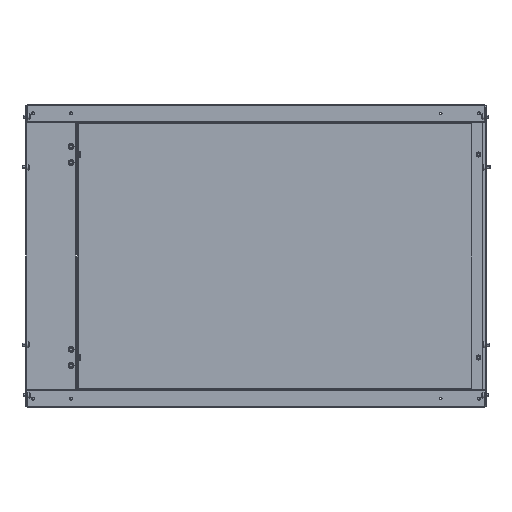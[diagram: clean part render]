
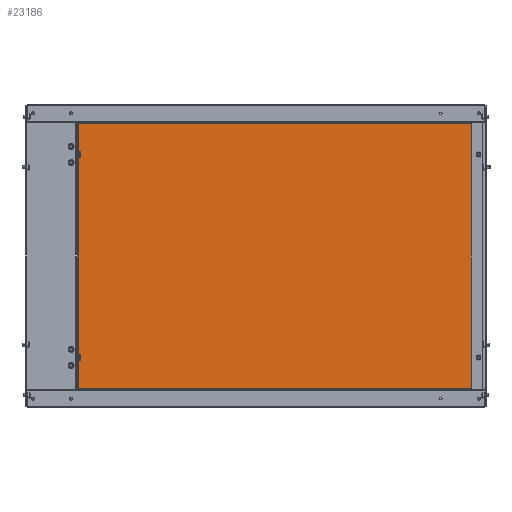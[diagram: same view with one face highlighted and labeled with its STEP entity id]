
A CAD part, left-side view. The second image highlights one B-rep face of the part: STEP entity #23186.
In plain terms, the highlighted planar face has unit normal (-1, 0, 0).
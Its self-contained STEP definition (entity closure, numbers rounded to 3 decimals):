
#120 = ORIENTED_EDGE ( 'NONE', *, *, #4717, .T. ) ;
#242 = DIRECTION ( 'NONE',  ( 0., 0., -1. ) ) ;
#457 = CARTESIAN_POINT ( 'NONE',  ( -2., 387.75, -260.5 ) ) ;
#780 = VERTEX_POINT ( 'NONE', #457 ) ;
#817 = CARTESIAN_POINT ( 'NONE',  ( -2., 0., 260.5 ) ) ;
#904 = FACE_OUTER_BOUND ( 'NONE', #12697, .T. ) ;
#1818 = VERTEX_POINT ( 'NONE', #14629 ) ;
#2031 = VECTOR ( 'NONE', #242, 1000. ) ;
#2115 = LINE ( 'NONE', #20743, #2031 ) ;
#4299 = VERTEX_POINT ( 'NONE', #24449 ) ;
#4717 = EDGE_CURVE ( 'NONE', #1818, #19462, #25591, .T. ) ;
#5474 = EDGE_CURVE ( 'NONE', #780, #4299, #8837, .T. ) ;
#8837 = LINE ( 'NONE', #13234, #20012 ) ;
#9089 = PLANE ( 'NONE',  #10507 ) ;
#10507 = AXIS2_PLACEMENT_3D ( 'NONE', #19778, #11600, #23790 ) ;
#11204 = ORIENTED_EDGE ( 'NONE', *, *, #5474, .T. ) ;
#11600 = DIRECTION ( 'NONE',  ( -1., 0., 0. ) ) ;
#12697 = EDGE_LOOP ( 'NONE', ( #11204, #22410, #120, #13518 ) ) ;
#13002 = DIRECTION ( 'NONE',  ( 0., 1., 0. ) ) ;
#13234 = CARTESIAN_POINT ( 'NONE',  ( -2., 0., -260.5 ) ) ;
#13518 = ORIENTED_EDGE ( 'NONE', *, *, #14947, .T. ) ;
#13823 = CARTESIAN_POINT ( 'NONE',  ( -2., 387.75, 260.5 ) ) ;
#14422 = DIRECTION ( 'NONE',  ( 0., 0., 1. ) ) ;
#14629 = CARTESIAN_POINT ( 'NONE',  ( -2., -387.75, 260.5 ) ) ;
#14947 = EDGE_CURVE ( 'NONE', #19462, #780, #2115, .T. ) ;
#15687 = VECTOR ( 'NONE', #13002, 1000. ) ;
#15777 = VECTOR ( 'NONE', #14422, 1000. ) ;
#16431 = CARTESIAN_POINT ( 'NONE',  ( -2., -387.75, 0. ) ) ;
#19462 = VERTEX_POINT ( 'NONE', #13823 ) ;
#19778 = CARTESIAN_POINT ( 'NONE',  ( -2., 0., 0. ) ) ;
#20012 = VECTOR ( 'NONE', #23158, 1000. ) ;
#20597 = LINE ( 'NONE', #16431, #15777 ) ;
#20743 = CARTESIAN_POINT ( 'NONE',  ( -2., 387.75, 0. ) ) ;
#22410 = ORIENTED_EDGE ( 'NONE', *, *, #26266, .T. ) ;
#23158 = DIRECTION ( 'NONE',  ( 0., -1., 0. ) ) ;
#23186 = ADVANCED_FACE ( 'NONE', ( #904 ), #9089, .T. ) ;
#23790 = DIRECTION ( 'NONE',  ( 0., 0., 1. ) ) ;
#24449 = CARTESIAN_POINT ( 'NONE',  ( -2., -387.75, -260.5 ) ) ;
#25591 = LINE ( 'NONE', #817, #15687 ) ;
#26266 = EDGE_CURVE ( 'NONE', #4299, #1818, #20597, .T. ) ;
